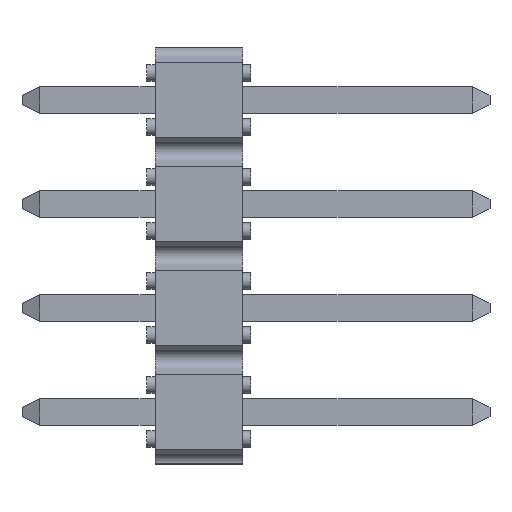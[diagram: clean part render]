
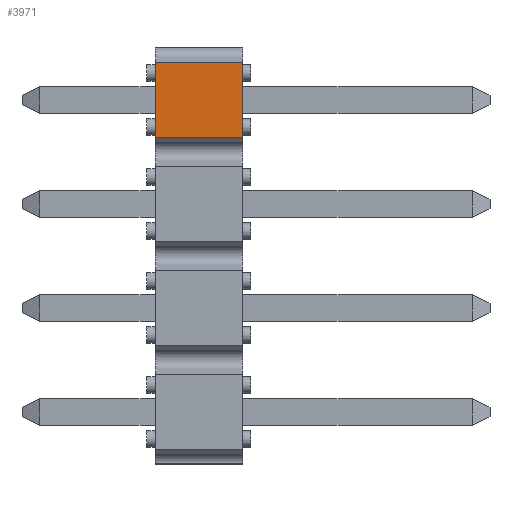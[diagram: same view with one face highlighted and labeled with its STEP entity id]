
A CAD part, top view. The second image highlights one B-rep face of the part: STEP entity #3971.
In plain terms, the highlighted planar face has unit normal (0, 0, 1).
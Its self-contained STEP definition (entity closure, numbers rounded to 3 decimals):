
#692=DIRECTION('',(0.,1.,0.));
#693=VECTOR('',#692,1.832);
#694=CARTESIAN_POINT('',(2.14,-0.916,1.205));
#695=LINE('294',#694,#693);
#1415=DIRECTION('',(-1.,0.,0.));
#1416=VECTOR('',#1415,2.14);
#1417=CARTESIAN_POINT('',(2.14,0.916,1.205));
#1418=LINE('282',#1417,#1416);
#1419=DIRECTION('',(0.,1.,0.));
#1420=VECTOR('',#1419,1.832);
#1421=CARTESIAN_POINT('',(0.,-0.916,1.205));
#1422=LINE('260',#1421,#1420);
#1423=DIRECTION('',(-1.,0.,0.));
#1424=VECTOR('',#1423,2.14);
#1425=CARTESIAN_POINT('',(2.14,-0.916,1.205));
#1426=LINE('281',#1425,#1424);
#1732=CARTESIAN_POINT('',(0.,0.916,1.205));
#1733=VERTEX_POINT('',#1732);
#1734=CARTESIAN_POINT('',(0.,-0.916,1.205));
#1735=VERTEX_POINT('',#1734);
#1758=CARTESIAN_POINT('',(2.14,-0.916,1.205));
#1759=VERTEX_POINT('',#1758);
#1760=CARTESIAN_POINT('',(2.14,0.916,1.205));
#1761=VERTEX_POINT('',#1760);
#3959=CARTESIAN_POINT('',(1.07,0.,1.205));
#3960=DIRECTION('',(0.,0.,1.));
#3961=DIRECTION('',(0.,-1.,0.));
#3962=AXIS2_PLACEMENT_3D('',#3959,#3960,#3961);
#3963=PLANE('335',#3962);
#3964=ORIENTED_EDGE('260',*,*,#2305,.T.);
#3965=ORIENTED_EDGE('282',*,*,#3954,.F.);
#3966=ORIENTED_EDGE('294',*,*,#2583,.F.);
#3968=ORIENTED_EDGE('281',*,*,#3967,.T.);
#3969=EDGE_LOOP('335',(#3964,#3965,#3966,#3968));
#3970=FACE_OUTER_BOUND('335',#3969,.F.);
#2305=EDGE_CURVE('260',#1735,#1733,#1422,.T.);
#2583=EDGE_CURVE('294',#1759,#1761,#695,.T.);
#3954=EDGE_CURVE('282',#1761,#1733,#1418,.T.);
#3967=EDGE_CURVE('281',#1759,#1735,#1426,.T.);
#3971=ADVANCED_FACE('335',(#3970),#3963,.T.);
